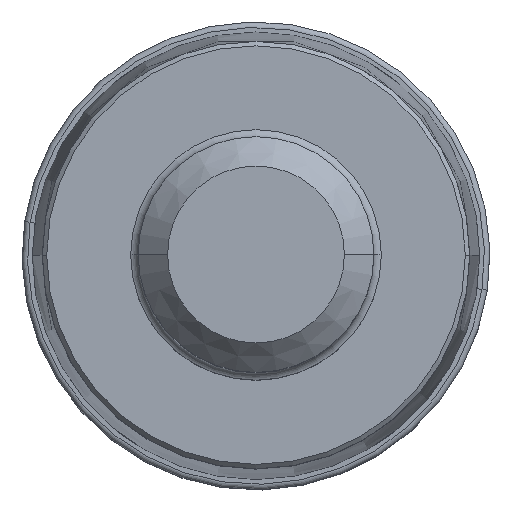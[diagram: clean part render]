
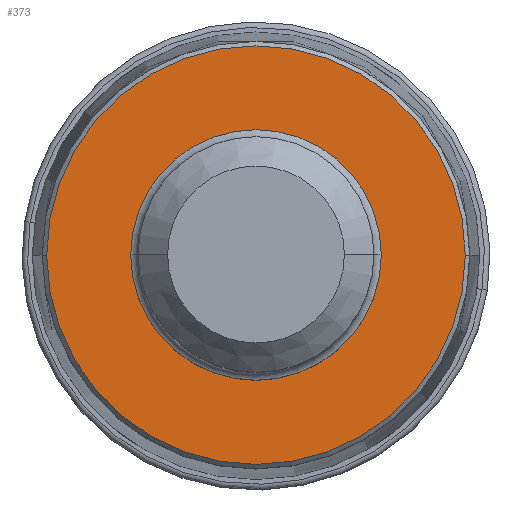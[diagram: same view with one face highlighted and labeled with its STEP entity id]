
A CAD part, top view. The second image highlights one B-rep face of the part: STEP entity #373.
In plain terms, the highlighted planar face has unit normal (0, 0, 1).
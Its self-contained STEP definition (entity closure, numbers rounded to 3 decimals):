
#373=ADVANCED_FACE('',(#404,#405),#398,.F.);
#398=PLANE('',#2278);
#404=FACE_BOUND('',#505,.T.);
#405=FACE_BOUND('',#506,.T.);
#505=EDGE_LOOP('',(#962,#963));
#506=EDGE_LOOP('',(#964,#965));
#962=ORIENTED_EDGE('',*,*,#1392,.T.);
#963=ORIENTED_EDGE('',*,*,#1395,.T.);
#964=ORIENTED_EDGE('',*,*,#1396,.T.);
#965=ORIENTED_EDGE('',*,*,#1397,.T.);
#1156=VERTEX_POINT('',#4212);
#1157=VERTEX_POINT('',#4213);
#1158=VERTEX_POINT('',#4220);
#1159=VERTEX_POINT('',#4221);
#1392=EDGE_CURVE('',#1156,#1157,#1663,.T.);
#1395=EDGE_CURVE('',#1157,#1156,#1664,.T.);
#1396=EDGE_CURVE('',#1158,#1159,#1665,.T.);
#1397=EDGE_CURVE('',#1159,#1158,#1666,.T.);
#1663=CIRCLE('',#2272,14.2);
#1664=CIRCLE('',#2274,14.2);
#1665=CIRCLE('',#2276,8.5);
#1666=CIRCLE('',#2277,8.5);
#2272=AXIS2_PLACEMENT_3D('',#4211,#2895,#2896);
#2274=AXIS2_PLACEMENT_3D('',#4217,#2901,#2902);
#2276=AXIS2_PLACEMENT_3D('',#4219,#2905,#2906);
#2277=AXIS2_PLACEMENT_3D('',#4222,#2907,#2908);
#2278=AXIS2_PLACEMENT_3D('',#4223,#2909,#2910);
#2895=DIRECTION('',(0.,0.,1.));
#2896=DIRECTION('',(1.,0.,0.));
#2901=DIRECTION('',(0.,0.,1.));
#2902=DIRECTION('',(-1.,0.,0.));
#2905=DIRECTION('',(0.,0.,-1.));
#2906=DIRECTION('',(1.,0.,0.));
#2907=DIRECTION('',(0.,0.,-1.));
#2908=DIRECTION('',(-1.,0.,0.));
#2909=DIRECTION('',(0.,0.,-1.));
#2910=DIRECTION('',(1.,0.,0.));
#4211=CARTESIAN_POINT('',(0.,0.,0.));
#4212=CARTESIAN_POINT('',(14.2,0.,0.));
#4213=CARTESIAN_POINT('',(-14.2,0.,0.));
#4217=CARTESIAN_POINT('',(0.,0.,0.));
#4219=CARTESIAN_POINT('',(0.,0.,0.));
#4220=CARTESIAN_POINT('',(8.5,0.,0.));
#4221=CARTESIAN_POINT('',(-8.5,0.,0.));
#4222=CARTESIAN_POINT('',(0.,0.,0.));
#4223=CARTESIAN_POINT('',(0.,0.,0.));
